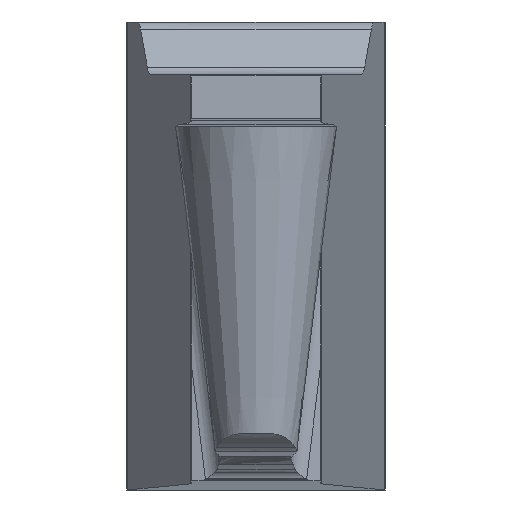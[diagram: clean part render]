
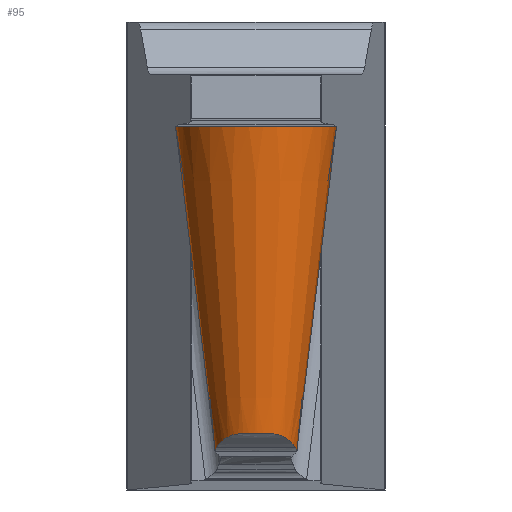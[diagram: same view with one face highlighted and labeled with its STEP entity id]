
A CAD part, front view. The second image highlights one B-rep face of the part: STEP entity #95.
In plain terms, the highlighted conical face has half-angle 7 degrees and reference radius 1 mm.
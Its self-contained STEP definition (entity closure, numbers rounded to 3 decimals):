
#50=CONICAL_SURFACE('',#1054,1.,7.);
#75=CIRCLE('',#1052,1.);
#95=ADVANCED_FACE('',(#169),#50,.T.);
#169=FACE_OUTER_BOUND('',#221,.T.);
#221=EDGE_LOOP('',(#379,#380,#381,#382,#383,#384,#385,#386,#387,#388));
#270=ELLIPSE('',#1053,7.239,1.103);
#379=ORIENTED_EDGE('',*,*,#725,.F.);
#380=ORIENTED_EDGE('',*,*,#719,.T.);
#381=ORIENTED_EDGE('',*,*,#726,.F.);
#382=ORIENTED_EDGE('',*,*,#721,.F.);
#383=ORIENTED_EDGE('',*,*,#727,.F.);
#384=ORIENTED_EDGE('',*,*,#728,.F.);
#385=ORIENTED_EDGE('',*,*,#729,.F.);
#386=ORIENTED_EDGE('',*,*,#730,.T.);
#387=ORIENTED_EDGE('',*,*,#731,.F.);
#388=ORIENTED_EDGE('',*,*,#732,.F.);
#612=VERTEX_POINT('',#1538);
#615=VERTEX_POINT('',#1553);
#616=VERTEX_POINT('',#1566);
#618=VERTEX_POINT('',#1569);
#621=VERTEX_POINT('',#1595);
#622=VERTEX_POINT('',#1607);
#623=VERTEX_POINT('',#1618);
#624=VERTEX_POINT('',#1629);
#625=VERTEX_POINT('',#1631);
#626=VERTEX_POINT('',#1642);
#719=EDGE_CURVE('',#612,#615,#820,.T.);
#721=EDGE_CURVE('',#616,#618,#821,.T.);
#725=EDGE_CURVE('',#612,#621,#956,.T.);
#726=EDGE_CURVE('',#618,#615,#75,.T.);
#727=EDGE_CURVE('',#622,#616,#957,.T.);
#728=EDGE_CURVE('',#623,#622,#958,.T.);
#729=EDGE_CURVE('',#624,#623,#959,.T.);
#730=EDGE_CURVE('',#624,#625,#270,.T.);
#731=EDGE_CURVE('',#626,#625,#960,.T.);
#732=EDGE_CURVE('',#621,#626,#961,.T.);
#820=LINE('',#1554,#892);
#821=LINE('',#1568,#893);
#892=VECTOR('',#1207,1.);
#893=VECTOR('',#1210,1.);
#956=B_SPLINE_CURVE_WITH_KNOTS('',3,(#1585,#1586,#1587,#1588,#1589,#1590,
#1591,#1592,#1593,#1594),.UNSPECIFIED.,.F.,.F.,(4,3,3,4),(0.,0.256,
0.511,1.),.UNSPECIFIED.);
#957=B_SPLINE_CURVE_WITH_KNOTS('',3,(#1597,#1598,#1599,#1600,#1601,#1602,
#1603,#1604,#1605,#1606),.UNSPECIFIED.,.F.,.F.,(4,3,3,4),(0.,0.254,
0.509,1.),.UNSPECIFIED.);
#958=B_SPLINE_CURVE_WITH_KNOTS('',3,(#1608,#1609,#1610,#1611,#1612,#1613,
#1614,#1615,#1616,#1617),.UNSPECIFIED.,.F.,.F.,(4,3,3,4),(0.,0.298,
0.66,1.),.UNSPECIFIED.);
#959=B_SPLINE_CURVE_WITH_KNOTS('',3,(#1619,#1620,#1621,#1622,#1623,#1624,
#1625,#1626,#1627,#1628),.UNSPECIFIED.,.F.,.F.,(4,3,3,4),(0.,0.405,
0.701,1.),.UNSPECIFIED.);
#960=B_SPLINE_CURVE_WITH_KNOTS('',3,(#1632,#1633,#1634,#1635,#1636,#1637,
#1638,#1639,#1640,#1641),.UNSPECIFIED.,.F.,.F.,(4,3,3,4),(0.,0.413,
0.704,1.),.UNSPECIFIED.);
#961=B_SPLINE_CURVE_WITH_KNOTS('',3,(#1643,#1644,#1645,#1646,#1647,#1648,
#1649,#1650,#1651,#1652),.UNSPECIFIED.,.F.,.F.,(4,3,3,4),(0.,0.437,
0.763,1.),.UNSPECIFIED.);
#1052=AXIS2_PLACEMENT_3D('',#1596,#1214,#1215);
#1053=AXIS2_PLACEMENT_3D('',#1630,#1216,#1217);
#1054=AXIS2_PLACEMENT_3D('',#1653,#1218,#1219);
#1207=DIRECTION('',(0.121,0.011,0.993));
#1210=DIRECTION('',(-0.121,0.011,0.993));
#1214=DIRECTION('',(0.,0.,1.));
#1215=DIRECTION('',(-1.,0.,0.));
#1216=DIRECTION('',(0.,-0.981,0.194));
#1217=DIRECTION('',(0.,0.194,0.981));
#1218=DIRECTION('',(0.,0.,1.));
#1219=DIRECTION('',(1.,0.,0.));
#1538=CARTESIAN_POINT('',(0.504,-11.856,-4.023));
#1553=CARTESIAN_POINT('',(0.996,-11.813,0.));
#1554=CARTESIAN_POINT('',(1.155,-11.799,1.296));
#1566=CARTESIAN_POINT('',(-0.504,-11.856,-4.023));
#1568=CARTESIAN_POINT('',(-1.155,-11.799,1.296));
#1569=CARTESIAN_POINT('',(-0.996,-11.813,0.));
#1585=CARTESIAN_POINT('',(0.504,-11.856,-4.023));
#1586=CARTESIAN_POINT('',(0.506,-11.873,-4.023));
#1587=CARTESIAN_POINT('',(0.506,-11.89,-4.021));
#1588=CARTESIAN_POINT('',(0.507,-11.908,-4.019));
#1589=CARTESIAN_POINT('',(0.507,-11.925,-4.016));
#1590=CARTESIAN_POINT('',(0.506,-11.942,-4.012));
#1591=CARTESIAN_POINT('',(0.505,-11.958,-4.007));
#1592=CARTESIAN_POINT('',(0.502,-11.99,-3.998));
#1593=CARTESIAN_POINT('',(0.497,-12.02,-3.986));
#1594=CARTESIAN_POINT('',(0.49,-12.05,-3.973));
#1595=CARTESIAN_POINT('',(0.49,-12.05,-3.973));
#1596=CARTESIAN_POINT('',(0.,-11.9,0.));
#1597=CARTESIAN_POINT('',(-0.49,-12.05,-3.973));
#1598=CARTESIAN_POINT('',(-0.494,-12.035,-3.98));
#1599=CARTESIAN_POINT('',(-0.497,-12.019,-3.987));
#1600=CARTESIAN_POINT('',(-0.499,-12.003,-3.992));
#1601=CARTESIAN_POINT('',(-0.502,-11.987,-3.998));
#1602=CARTESIAN_POINT('',(-0.504,-11.971,-4.004));
#1603=CARTESIAN_POINT('',(-0.505,-11.954,-4.008));
#1604=CARTESIAN_POINT('',(-0.507,-11.922,-4.017));
#1605=CARTESIAN_POINT('',(-0.507,-11.889,-4.023));
#1606=CARTESIAN_POINT('',(-0.504,-11.856,-4.023));
#1607=CARTESIAN_POINT('',(-0.49,-12.05,-3.973));
#1608=CARTESIAN_POINT('',(-0.22,-12.386,-3.801));
#1609=CARTESIAN_POINT('',(-0.263,-12.366,-3.805));
#1610=CARTESIAN_POINT('',(-0.302,-12.339,-3.817));
#1611=CARTESIAN_POINT('',(-0.336,-12.309,-3.833));
#1612=CARTESIAN_POINT('',(-0.376,-12.273,-3.852));
#1613=CARTESIAN_POINT('',(-0.409,-12.231,-3.877));
#1614=CARTESIAN_POINT('',(-0.435,-12.186,-3.903));
#1615=CARTESIAN_POINT('',(-0.459,-12.144,-3.927));
#1616=CARTESIAN_POINT('',(-0.477,-12.099,-3.953));
#1617=CARTESIAN_POINT('',(-0.49,-12.05,-3.973));
#1618=CARTESIAN_POINT('',(-0.22,-12.386,-3.801));
#1619=CARTESIAN_POINT('',(-0.02,-12.434,-3.792));
#1620=CARTESIAN_POINT('',(-0.048,-12.433,-3.792));
#1621=CARTESIAN_POINT('',(-0.076,-12.43,-3.793));
#1622=CARTESIAN_POINT('',(-0.103,-12.424,-3.794));
#1623=CARTESIAN_POINT('',(-0.123,-12.42,-3.795));
#1624=CARTESIAN_POINT('',(-0.143,-12.415,-3.796));
#1625=CARTESIAN_POINT('',(-0.162,-12.408,-3.797));
#1626=CARTESIAN_POINT('',(-0.182,-12.402,-3.798));
#1627=CARTESIAN_POINT('',(-0.201,-12.394,-3.8));
#1628=CARTESIAN_POINT('',(-0.22,-12.386,-3.801));
#1629=CARTESIAN_POINT('',(-0.02,-12.434,-3.792));
#1630=CARTESIAN_POINT('',(0.,-11.028,3.308));
#1631=CARTESIAN_POINT('',(0.02,-12.434,-3.792));
#1632=CARTESIAN_POINT('',(0.22,-12.386,-3.801));
#1633=CARTESIAN_POINT('',(0.194,-12.398,-3.799));
#1634=CARTESIAN_POINT('',(0.167,-12.408,-3.797));
#1635=CARTESIAN_POINT('',(0.14,-12.415,-3.796));
#1636=CARTESIAN_POINT('',(0.121,-12.421,-3.794));
#1637=CARTESIAN_POINT('',(0.101,-12.425,-3.794));
#1638=CARTESIAN_POINT('',(0.081,-12.428,-3.793));
#1639=CARTESIAN_POINT('',(0.061,-12.431,-3.792));
#1640=CARTESIAN_POINT('',(0.04,-12.433,-3.792));
#1641=CARTESIAN_POINT('',(0.02,-12.434,-3.792));
#1642=CARTESIAN_POINT('',(0.22,-12.386,-3.801));
#1643=CARTESIAN_POINT('',(0.49,-12.05,-3.973));
#1644=CARTESIAN_POINT('',(0.474,-12.112,-3.947));
#1645=CARTESIAN_POINT('',(0.449,-12.17,-3.912));
#1646=CARTESIAN_POINT('',(0.413,-12.221,-3.882));
#1647=CARTESIAN_POINT('',(0.386,-12.26,-3.86));
#1648=CARTESIAN_POINT('',(0.354,-12.296,-3.839));
#1649=CARTESIAN_POINT('',(0.315,-12.327,-3.824));
#1650=CARTESIAN_POINT('',(0.286,-12.35,-3.813));
#1651=CARTESIAN_POINT('',(0.254,-12.37,-3.805));
#1652=CARTESIAN_POINT('',(0.22,-12.386,-3.801));
#1653=CARTESIAN_POINT('',(0.,-11.9,0.));
